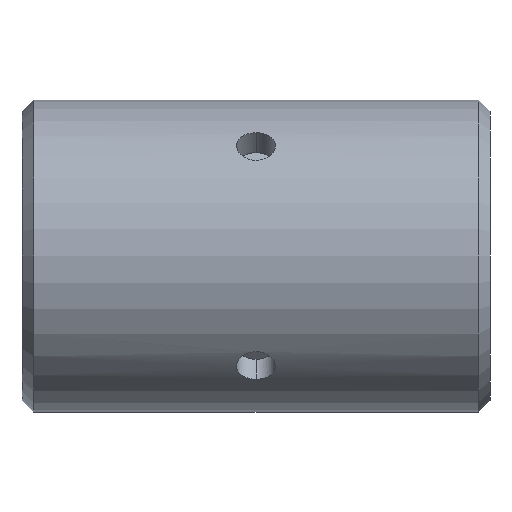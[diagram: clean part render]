
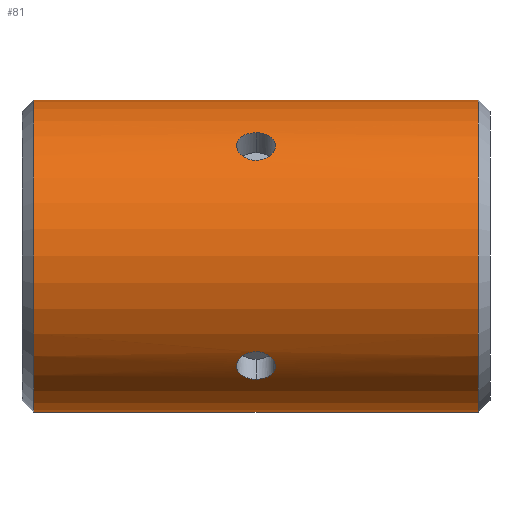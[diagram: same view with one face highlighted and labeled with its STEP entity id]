
A CAD part, front view. The second image highlights one B-rep face of the part: STEP entity #81.
In plain terms, the highlighted cylindrical face has radius 4 mm (diameter 8 mm), a partial arc.
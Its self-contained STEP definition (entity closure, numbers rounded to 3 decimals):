
#81=ADVANCED_FACE('NONE',(#170,#171,#172),#173,.T.);
#170=FACE_OUTER_BOUND('',#262,.T.);
#171=FACE_BOUND('',#263,.T.);
#172=FACE_BOUND('',#264,.T.);
#173=CYLINDRICAL_SURFACE('',#265,4.0);
#262=EDGE_LOOP('',(#423,#424,#425,#426));
#263=EDGE_LOOP('',(#427,#428));
#264=EDGE_LOOP('',(#429,#430));
#265=AXIS2_PLACEMENT_3D('',#431,#432,#433);
#423=ORIENTED_EDGE('',*,*,#540,.T.);
#424=ORIENTED_EDGE('',*,*,#567,.F.);
#425=ORIENTED_EDGE('',*,*,#542,.T.);
#426=ORIENTED_EDGE('',*,*,#556,.T.);
#427=ORIENTED_EDGE('',*,*,#569,.T.);
#428=ORIENTED_EDGE('',*,*,#509,.T.);
#429=ORIENTED_EDGE('',*,*,#570,.T.);
#430=ORIENTED_EDGE('',*,*,#514,.T.);
#431=CARTESIAN_POINT('',(-9.0,0.0,0.0));
#432=DIRECTION('',(1.0,0.0,-0.0));
#433=DIRECTION('',(0.0,0.0,1.0));
#509=EDGE_CURVE('NONE',#590,#587,#591,.T.);
#514=EDGE_CURVE('NONE',#599,#596,#600,.T.);
#540=EDGE_CURVE('',#643,#644,#645,.T.);
#542=EDGE_CURVE('',#648,#646,#649,.T.);
#556=EDGE_CURVE('NONE',#646,#643,#667,.T.);
#567=EDGE_CURVE('NONE',#648,#644,#678,.T.);
#569=EDGE_CURVE('NONE',#587,#590,#680,.T.);
#570=EDGE_CURVE('NONE',#596,#599,#681,.T.);
#587=VERTEX_POINT('NONE',#698);
#590=VERTEX_POINT('',#702);
#591=B_SPLINE_CURVE_WITH_KNOTS('',3,(#703,#704,#705,#706,#707,#708,#709,#710,#711,#712),.UNSPECIFIED.,.F.,.F.,(4,2,2,2,4),(0.002,0.002,0.002,0.003,0.003),.UNSPECIFIED.);
#596=VERTEX_POINT('NONE',#718);
#599=VERTEX_POINT('',#722);
#600=B_SPLINE_CURVE_WITH_KNOTS('',3,(#723,#724,#725,#726,#727,#728,#729,#730,#731,#732),.UNSPECIFIED.,.F.,.F.,(4,2,2,2,4),(0.002,0.002,0.002,0.003,0.003),.UNSPECIFIED.);
#643=VERTEX_POINT('NONE',#824);
#644=VERTEX_POINT('NONE',#825);
#645=LINE('',#826,#827);
#646=VERTEX_POINT('',#828);
#648=VERTEX_POINT('',#830);
#649=LINE('',#831,#832);
#667=CIRCLE('',#856,4.0);
#678=CIRCLE('',#867,4.0);
#680=B_SPLINE_CURVE_WITH_KNOTS('',3,(#869,#870,#871,#872,#873,#874,#875,#876,#877,#878,#879,#880),.UNSPECIFIED.,.F.,.F.,(4,2,2,2,2,4),(0.0,0.,0.001,0.001,0.002,0.002),.UNSPECIFIED.);
#681=B_SPLINE_CURVE_WITH_KNOTS('',3,(#881,#882,#883,#884,#885,#886,#887,#888,#889,#890,#891,#892),.UNSPECIFIED.,.F.,.F.,(4,2,2,2,2,4),(0.,0.,0.001,0.001,0.002,0.002),.UNSPECIFIED.);
#698=CARTESIAN_POINT('',(0.0,-3.16,2.453));
#702=CARTESIAN_POINT('',(0.,-2.453,3.16));
#703=CARTESIAN_POINT('',(0.,-2.453,3.16));
#704=CARTESIAN_POINT('',(0.131,-2.453,3.16));
#705=CARTESIAN_POINT('',(0.261,-2.496,3.127));
#706=CARTESIAN_POINT('',(0.445,-2.638,3.008));
#707=CARTESIAN_POINT('',(0.5,-2.735,2.922));
#708=CARTESIAN_POINT('',(0.5,-2.922,2.735));
#709=CARTESIAN_POINT('',(0.446,-3.008,2.639));
#710=CARTESIAN_POINT('',(0.262,-3.127,2.497));
#711=CARTESIAN_POINT('',(0.132,-3.16,2.453));
#712=CARTESIAN_POINT('',(0.0,-3.16,2.453));
#718=CARTESIAN_POINT('',(0.0,-2.453,-3.16));
#722=CARTESIAN_POINT('',(0.,-3.16,-2.453));
#723=CARTESIAN_POINT('',(0.,-3.16,-2.453));
#724=CARTESIAN_POINT('',(0.131,-3.16,-2.453));
#725=CARTESIAN_POINT('',(0.261,-3.127,-2.496));
#726=CARTESIAN_POINT('',(0.445,-3.008,-2.638));
#727=CARTESIAN_POINT('',(0.5,-2.922,-2.735));
#728=CARTESIAN_POINT('',(0.5,-2.735,-2.922));
#729=CARTESIAN_POINT('',(0.446,-2.639,-3.008));
#730=CARTESIAN_POINT('',(0.262,-2.497,-3.127));
#731=CARTESIAN_POINT('',(0.132,-2.453,-3.16));
#732=CARTESIAN_POINT('',(0.0,-2.453,-3.16));
#824=CARTESIAN_POINT('',(5.7,0.0,4.0));
#825=CARTESIAN_POINT('',(-5.7,0.0,4.0));
#826=CARTESIAN_POINT('',(0.,0.,4.0));
#827=VECTOR('',#944,1.0);
#828=CARTESIAN_POINT('',(5.7,0.,-4.0));
#830=CARTESIAN_POINT('',(-5.7,0.,-4.0));
#831=CARTESIAN_POINT('',(0.,0.,-4.0));
#832=VECTOR('',#948,1.0);
#856=AXIS2_PLACEMENT_3D('',#964,#965,#966);
#867=AXIS2_PLACEMENT_3D('',#985,#986,#987);
#869=CARTESIAN_POINT('',(0.,-3.16,2.453));
#870=CARTESIAN_POINT('',(-0.132,-3.16,2.453));
#871=CARTESIAN_POINT('',(-0.261,-3.127,2.496));
#872=CARTESIAN_POINT('',(-0.446,-3.008,2.638));
#873=CARTESIAN_POINT('',(-0.5,-2.921,2.736));
#874=CARTESIAN_POINT('',(-0.5,-2.736,2.921));
#875=CARTESIAN_POINT('',(-0.447,-2.639,3.007));
#876=CARTESIAN_POINT('',(-0.26,-2.496,3.127));
#877=CARTESIAN_POINT('',(-0.131,-2.453,3.16));
#878=CARTESIAN_POINT('',(0.,-2.453,3.16));
#879=CARTESIAN_POINT('',(0.,-2.453,3.16));
#880=CARTESIAN_POINT('',(0.,-2.453,3.16));
#881=CARTESIAN_POINT('',(0.,-2.453,-3.16));
#882=CARTESIAN_POINT('',(-0.132,-2.453,-3.16));
#883=CARTESIAN_POINT('',(-0.261,-2.496,-3.127));
#884=CARTESIAN_POINT('',(-0.446,-2.638,-3.008));
#885=CARTESIAN_POINT('',(-0.5,-2.736,-2.921));
#886=CARTESIAN_POINT('',(-0.5,-2.921,-2.736));
#887=CARTESIAN_POINT('',(-0.447,-3.007,-2.639));
#888=CARTESIAN_POINT('',(-0.26,-3.127,-2.496));
#889=CARTESIAN_POINT('',(-0.131,-3.16,-2.453));
#890=CARTESIAN_POINT('',(0.,-3.16,-2.453));
#891=CARTESIAN_POINT('',(0.,-3.16,-2.453));
#892=CARTESIAN_POINT('',(0.,-3.16,-2.453));
#944=DIRECTION('',(-1.0,-0.0,-0.0));
#948=DIRECTION('',(1.0,0.0,0.0));
#964=CARTESIAN_POINT('',(5.7,0.0,0.0));
#965=DIRECTION('',(-1.0,0.0,0.0));
#966=DIRECTION('',(0.0,0.0,1.0));
#985=CARTESIAN_POINT('',(-5.7,0.0,0.0));
#986=DIRECTION('',(-1.0,0.0,0.0));
#987=DIRECTION('',(0.0,0.0,1.0));
